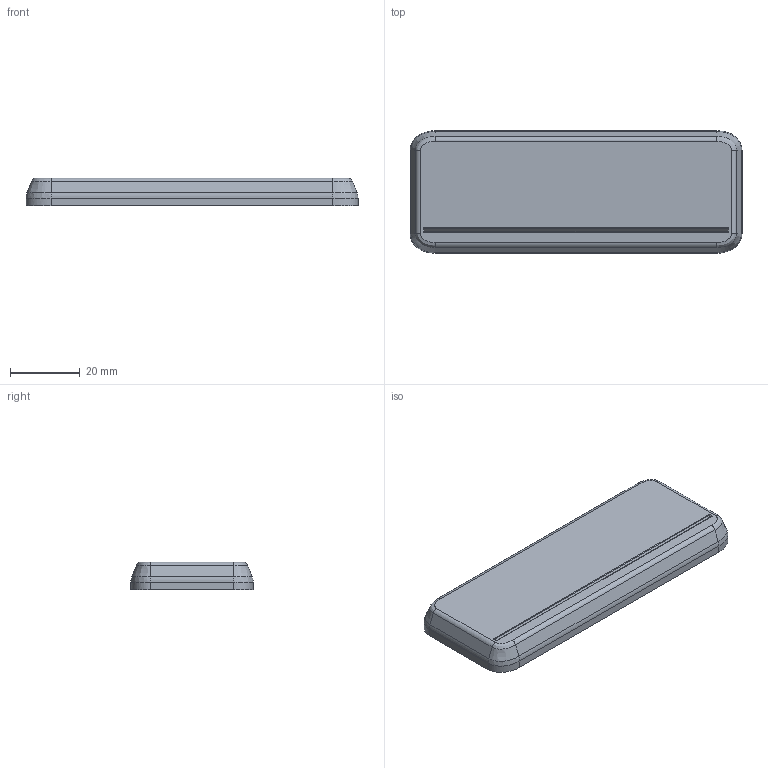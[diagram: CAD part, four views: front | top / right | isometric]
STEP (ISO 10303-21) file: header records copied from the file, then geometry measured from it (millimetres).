
FILE_DESCRIPTION(/* description */ (''),/* implementation_level */ '2;1');
FILE_NAME(/* name */ 'Card holder v5.step',/* time_stamp */ '2024-01-04T19:29:11+01:00',/* author */ (''),/* organization */ (''),/* preprocessor_version */ 'ST-DEVELOPER v20',/* originating_system */ 'Autodesk Translation Framework v12.14.0.127',/* authorisation */ '');
FILE_SCHEMA (('AUTOMOTIVE_DESIGN { 1 0 10303 214 3 1 1 }'));
Length unit declared in the file: millimetre
Products named in the file (1): Card holder
Bounding box: 95 x 35 x 8 mm (x, y, z)
Volume: 24518.8 mm3; surface area: 9249.2 mm2
Topology: 1 solids, 1 shells, 117 faces, 272 edges, 162 vertices
Faces by surface type: plane 44, cylinder 41, bspline 30, torus 2
Entity records: 5218 total; most frequent: CARTESIAN_POINT 2666, ORIENTED_EDGE 544, DIRECTION 461, EDGE_CURVE 272, LINE 163, VECTOR 163, VERTEX_POINT 162, AXIS2_PLACEMENT_3D 149
